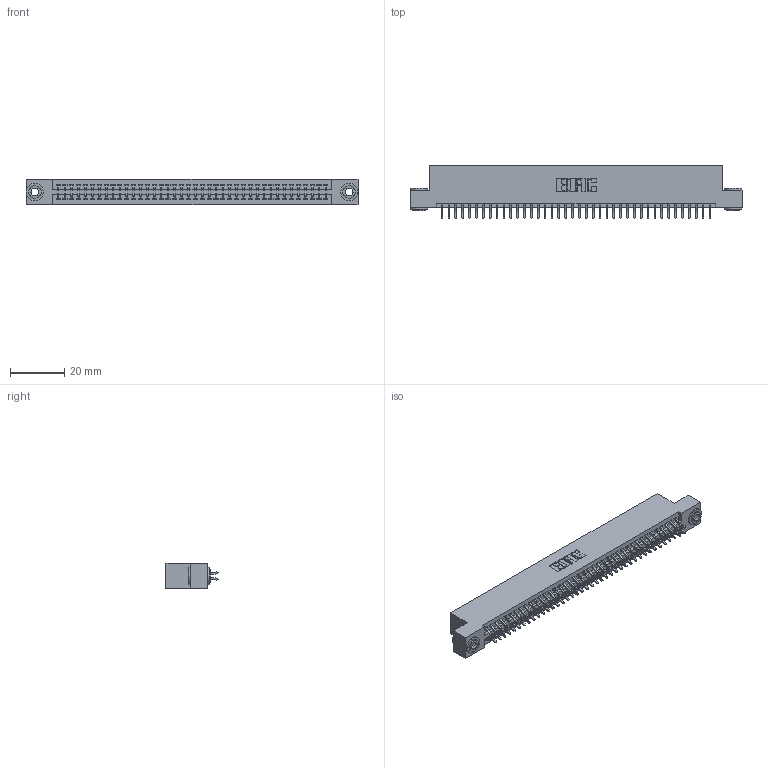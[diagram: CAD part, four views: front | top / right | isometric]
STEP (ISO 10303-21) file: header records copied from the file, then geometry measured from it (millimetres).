
FILE_DESCRIPTION (( 'STEP AP203' ), '1' );
FILE_NAME ('345-080-556-203.STEP', '2018-10-03T19:02:03', ( '' ), ( '' ), 'SwSTEP 2.0', 'SolidWorks 2016', '' );
FILE_SCHEMA (( 'CONFIG_CONTROL_DESIGN' ));
Length unit declared in the file: inch
Products named in the file (4): 345-292-001_556 Tail; 345-080-556-203; 345 Part_Flush Mounting Lugs - 0.156 Dia-TH; 345-250-002_345-250-002-102
Assembly tree (83 placements, depth 2):
  345-080-556-203
    345 Part_Flush Mounting Lugs - 0.156 Dia-TH
    345-292-001_556 Tail  x80
    345-250-002_345-250-002-102  x2
Bounding box: 122.81 x 19.24 x 9.4 mm (x, y, z)
Volume: 11927.5 mm3; surface area: 17726.9 mm2
Topology: 83 solids, 83 shells, 4644 faces, 13777 edges, 9074 vertices
Faces by surface type: plane 3050, cylinder 1586, cone 8
Entity records: 32524 total; most frequent: CARTESIAN_POINT 5443, ORIENTED_EDGE 5358, DIRECTION 4821, EDGE_CURVE 2679, VECTOR 2355, LINE 2355, VERTEX_POINT 1782, AXIS2_PLACEMENT_3D 1233
